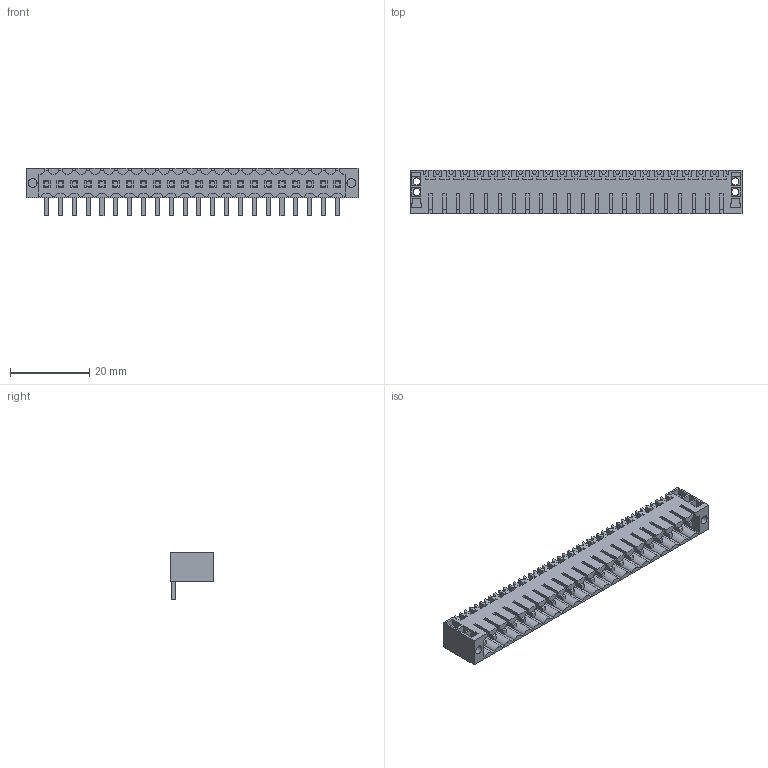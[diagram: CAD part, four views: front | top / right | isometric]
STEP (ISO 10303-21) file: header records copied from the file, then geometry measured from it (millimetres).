
FILE_DESCRIPTION(('CATIA V5 STEP Exchange','CAx-IF Rec.Pracs.--- Model Styling and Organization---1.2---2011-12-15'),'2;1');
FILE_NAME ('D1453595_0_1618330000_1618330000.stp','2018-03-06T12:30:31+00:00',('none'),('Weidmueller'),'CATIA Version 5-6 Release 2014','CATIA V5 STEP AP214','none');
FILE_SCHEMA(('AUTOMOTIVE_DESIGN { 1 0 10303 214 1 1 1 1 }'));
Length unit declared in the file: millimetre
Products named in the file (1): 1618330000
Bounding box: 83.9 x 11.05 x 11.95 mm (x, y, z)
Volume: 3062.9 mm3; surface area: 8393.7 mm2
Topology: 23 solids, 23 shells, 1314 faces, 4013 edges, 2751 vertices
Faces by surface type: plane 1209, cylinder 105
Entity records: 41079 total; most frequent: ORIENTED_EDGE 8026, CARTESIAN_POINT 7426, DIRECTION 5335, EDGE_CURVE 4013, VECTOR 3759, LINE 3759, VERTEX_POINT 2751, EDGE_LOOP 1382
